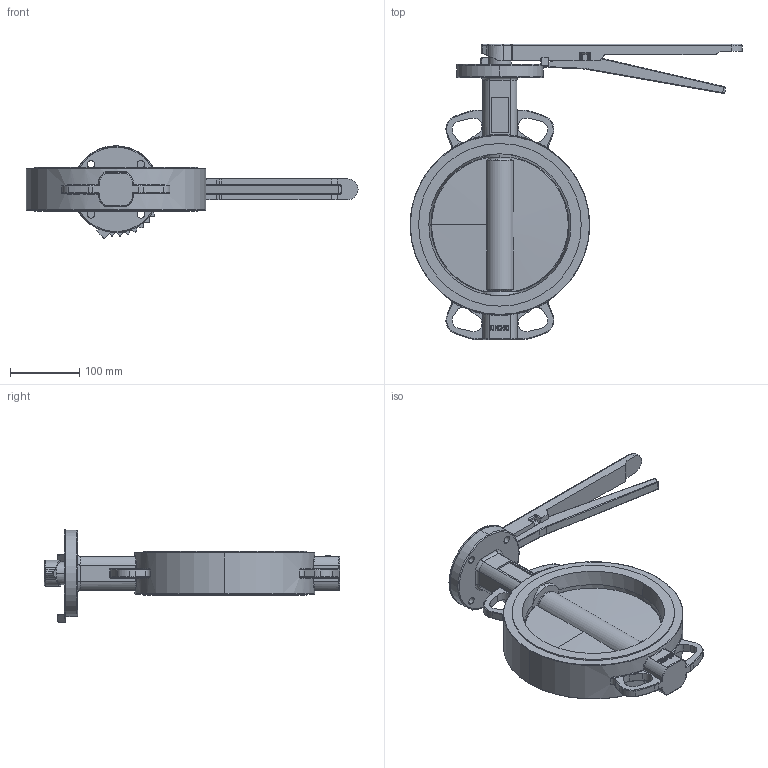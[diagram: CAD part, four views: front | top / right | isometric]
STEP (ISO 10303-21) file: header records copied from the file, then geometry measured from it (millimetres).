
FILE_DESCRIPTION (( 'STEP AP203' ), '1' );
FILE_NAME ('J9.000200L16C.STEP', '2018-10-09T07:24:06', ( '' ), ( '' ), 'SwSTEP 2.0', 'SolidWorks 2014', '' );
FILE_SCHEMA (( 'CONFIG_CONTROL_DESIGN' ));
Length unit declared in the file: millimetre
Products named in the file (1): J9.000200L16C
Bounding box: 480 x 427 x 133.67 mm (x, y, z)
Volume: 2621558.9 mm3; surface area: 312134.4 mm2
Topology: 1 solids, 7 shells, 616 faces, 1589 edges, 969 vertices
Faces by surface type: cylinder 217, plane 175, torus 98, bspline 83, cone 36, sphere 7
Entity records: 22782 total; most frequent: CARTESIAN_POINT 8362, ORIENTED_EDGE 3116, DIRECTION 2914, EDGE_CURVE 1558, AXIS2_PLACEMENT_3D 1127, VERTEX_POINT 969, VECTOR 660, LINE 660
